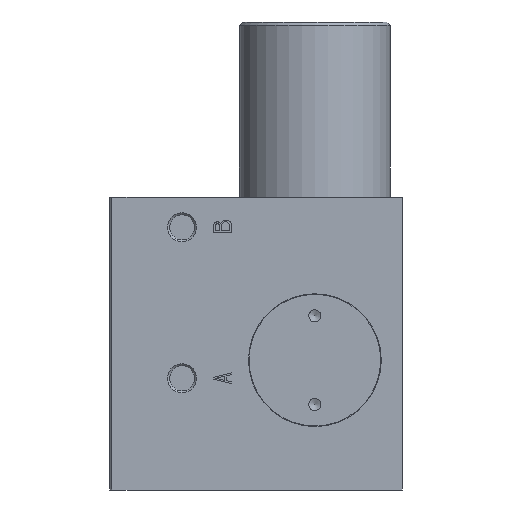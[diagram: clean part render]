
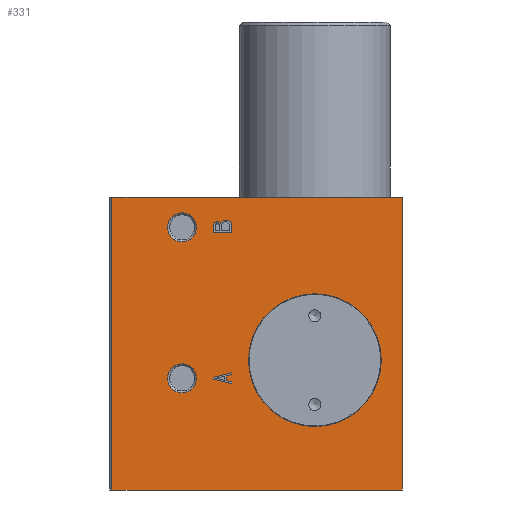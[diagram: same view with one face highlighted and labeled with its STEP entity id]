
A CAD part, left-side view. The second image highlights one B-rep face of the part: STEP entity #331.
In plain terms, the highlighted face is planar.
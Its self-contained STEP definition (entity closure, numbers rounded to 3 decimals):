
#331 = ADVANCED_FACE( '', ( #732, #733, #734, #735, #736, #737 ), #738, .F. );
#732 = FACE_BOUND( '', #1197, .T. );
#733 = FACE_OUTER_BOUND( '', #1198, .T. );
#734 = FACE_BOUND( '', #1199, .T. );
#735 = FACE_BOUND( '', #1200, .T. );
#736 = FACE_BOUND( '', #1201, .T. );
#737 = FACE_BOUND( '', #1202, .T. );
#738 = PLANE( '', #1203 );
#1197 = EDGE_LOOP( '', ( #1987, #1988, #1989, #1990, #1991, #1992, #1993, #1994 ) );
#1198 = EDGE_LOOP( '', ( #1995, #1996, #1997, #1998 ) );
#1199 = EDGE_LOOP( '', ( #1999 ) );
#1200 = EDGE_LOOP( '', ( #2000 ) );
#1201 = EDGE_LOOP( '', ( #2001 ) );
#1202 = EDGE_LOOP( '', ( #2002, #2003, #2004, #2005, #2006 ) );
#1203 = AXIS2_PLACEMENT_3D( '', #2007, #2008, #2009 );
#1987 = ORIENTED_EDGE( '', *, *, #2474, .T. );
#1988 = ORIENTED_EDGE( '', *, *, #2428, .T. );
#1989 = ORIENTED_EDGE( '', *, *, #2712, .T. );
#1990 = ORIENTED_EDGE( '', *, *, #2461, .T. );
#1991 = ORIENTED_EDGE( '', *, *, #2655, .T. );
#1992 = ORIENTED_EDGE( '', *, *, #2589, .T. );
#1993 = ORIENTED_EDGE( '', *, *, #2713, .T. );
#1994 = ORIENTED_EDGE( '', *, *, #2714, .T. );
#1995 = ORIENTED_EDGE( '', *, *, #2491, .T. );
#1996 = ORIENTED_EDGE( '', *, *, #2527, .F. );
#1997 = ORIENTED_EDGE( '', *, *, #2584, .F. );
#1998 = ORIENTED_EDGE( '', *, *, #2715, .T. );
#1999 = ORIENTED_EDGE( '', *, *, #2716, .F. );
#2000 = ORIENTED_EDGE( '', *, *, #2717, .F. );
#2001 = ORIENTED_EDGE( '', *, *, #2710, .T. );
#2002 = ORIENTED_EDGE( '', *, *, #2678, .T. );
#2003 = ORIENTED_EDGE( '', *, *, #2718, .T. );
#2004 = ORIENTED_EDGE( '', *, *, #2719, .T. );
#2005 = ORIENTED_EDGE( '', *, *, #2703, .T. );
#2006 = ORIENTED_EDGE( '', *, *, #2697, .T. );
#2007 = CARTESIAN_POINT( '', ( 24.25, 0., -46. ) );
#2008 = DIRECTION( '', ( 0., 0., 1. ) );
#2009 = DIRECTION( '', ( 1., 0., 0. ) );
#2428 = EDGE_CURVE( '', #2822, #2823, #2824, .T. );
#2461 = EDGE_CURVE( '', #2878, #2879, #2880, .T. );
#2474 = EDGE_CURVE( '', #2901, #2822, #2902, .T. );
#2491 = EDGE_CURVE( '', #2928, #2926, #2929, .T. );
#2527 = EDGE_CURVE( '', #2985, #2926, #2987, .T. );
#2584 = EDGE_CURVE( '', #3075, #2985, #3077, .T. );
#2589 = EDGE_CURVE( '', #3081, #3082, #3083, .T. );
#2655 = EDGE_CURVE( '', #2879, #3081, #3185, .T. );
#2678 = EDGE_CURVE( '', #3220, #3221, #3222, .T. );
#2697 = EDGE_CURVE( '', #3245, #3220, #3246, .T. );
#2703 = EDGE_CURVE( '', #3253, #3245, #3254, .T. );
#2710 = EDGE_CURVE( '', #3263, #3263, #3264, .T. );
#2712 = EDGE_CURVE( '', #2823, #2878, #3266, .T. );
#2713 = EDGE_CURVE( '', #3082, #3267, #3268, .T. );
#2714 = EDGE_CURVE( '', #3267, #2901, #3269, .T. );
#2715 = EDGE_CURVE( '', #3075, #2928, #3270, .T. );
#2716 = EDGE_CURVE( '', #3271, #3271, #3272, .F. );
#2717 = EDGE_CURVE( '', #3273, #3273, #3274, .F. );
#2718 = EDGE_CURVE( '', #3221, #3275, #3276, .T. );
#2719 = EDGE_CURVE( '', #3275, #3253, #3277, .T. );
#2822 = VERTEX_POINT( '', #3398 );
#2823 = VERTEX_POINT( '', #3399 );
#2824 = LINE( '', #3400, #3401 );
#2878 = VERTEX_POINT( '', #3474 );
#2879 = VERTEX_POINT( '', #3475 );
#2880 = LINE( '', #3476, #3477 );
#2901 = VERTEX_POINT( '', #3503 );
#2902 = LINE( '', #3504, #3505 );
#2926 = VERTEX_POINT( '', #3536 );
#2928 = VERTEX_POINT( '', #3539 );
#2929 = LINE( '', #3540, #3541 );
#2985 = VERTEX_POINT( '', #3621 );
#2987 = LINE( '', #3624, #3625 );
#3075 = VERTEX_POINT( '', #3744 );
#3077 = LINE( '', #3747, #3748 );
#3081 = VERTEX_POINT( '', #3753 );
#3082 = VERTEX_POINT( '', #3754 );
#3083 = LINE( '', #3755, #3756 );
#3185 = LINE( '', #3895, #3896 );
#3220 = VERTEX_POINT( '', #3946 );
#3221 = VERTEX_POINT( '', #3947 );
#3222 = CIRCLE( '', #3948, 0.652 );
#3245 = VERTEX_POINT( '', #4014 );
#3246 = LINE( '', #4015, #4016 );
#3253 = VERTEX_POINT( '', #4024 );
#3254 = LINE( '', #4025, #4026 );
#3263 = VERTEX_POINT( '', #4038 );
#3264 = CIRCLE( '', #4039, 11. );
#3266 = LINE( '', #4041, #4042 );
#3267 = VERTEX_POINT( '', #4043 );
#3268 = LINE( '', #4044, #4045 );
#3269 = LINE( '', #4046, #4047 );
#3270 = LINE( '', #4048, #4049 );
#3271 = VERTEX_POINT( '', #4050 );
#3272 = CIRCLE( '', #4051, 2.4 );
#3273 = VERTEX_POINT( '', #4052 );
#3274 = CIRCLE( '', #4053, 2.4 );
#3275 = VERTEX_POINT( '', #4054 );
#3276 = CIRCLE( '', #4055, 0.93 );
#3277 = LINE( '', #4056, #4057 );
#3398 = CARTESIAN_POINT( '', ( 4.85, 28.3, -46. ) );
#3399 = CARTESIAN_POINT( '', ( 5.15, 28.3, -46. ) );
#3400 = CARTESIAN_POINT( '', ( 4.85, 28.3, -46. ) );
#3401 = VECTOR( '', #4230, 1000. );
#3474 = CARTESIAN_POINT( '', ( 5.35, 29.2, -46. ) );
#3475 = CARTESIAN_POINT( '', ( 6.15, 29.2, -46. ) );
#3476 = CARTESIAN_POINT( '', ( 5.35, 29.2, -46. ) );
#3477 = VECTOR( '', #4262, 1000. );
#3503 = CARTESIAN_POINT( '', ( 5.6, 31.3, -46. ) );
#3504 = CARTESIAN_POINT( '', ( 5.6, 31.3, -46. ) );
#3505 = VECTOR( '', #4280, 1000. );
#3536 = CARTESIAN_POINT( '', ( -24.25, 48.1, -46. ) );
#3539 = CARTESIAN_POINT( '', ( -24.25, 0., -46. ) );
#3540 = CARTESIAN_POINT( '', ( -24.25, 0., -46. ) );
#3541 = VECTOR( '', #4298, 1000. );
#3621 = CARTESIAN_POINT( '', ( 24.25, 48.1, -46. ) );
#3624 = CARTESIAN_POINT( '', ( 24.25, 48.1, -46. ) );
#3625 = VECTOR( '', #4340, 1000. );
#3744 = CARTESIAN_POINT( '', ( 24.25, 0., -46. ) );
#3747 = CARTESIAN_POINT( '', ( 24.25, 0., -46. ) );
#3748 = VECTOR( '', #4400, 1000. );
#3753 = CARTESIAN_POINT( '', ( 6.35, 28.3, -46. ) );
#3754 = CARTESIAN_POINT( '', ( 6.65, 28.3, -46. ) );
#3755 = CARTESIAN_POINT( '', ( 6.35, 28.3, -46. ) );
#3756 = VECTOR( '', #4402, 1000. );
#3895 = CARTESIAN_POINT( '', ( 6.15, 29.2, -46. ) );
#3896 = VECTOR( '', #4482, 1000. );
#3946 = CARTESIAN_POINT( '', ( -19.55, 31.3, -46. ) );
#3947 = CARTESIAN_POINT( '', ( -19.85, 30.1, -46. ) );
#3948 = AXIS2_PLACEMENT_3D( '', #4508, #4509, #4510 );
#4014 = CARTESIAN_POINT( '', ( -18.35, 31.3, -46. ) );
#4015 = CARTESIAN_POINT( '', ( -18.35, 31.3, -46. ) );
#4016 = VECTOR( '', #4523, 1000. );
#4024 = CARTESIAN_POINT( '', ( -18.35, 28.3, -46. ) );
#4025 = CARTESIAN_POINT( '', ( -18.35, 28.3, -46. ) );
#4026 = VECTOR( '', #4528, 1000. );
#4038 = CARTESIAN_POINT( '', ( 13.75, 14.5, -46. ) );
#4039 = AXIS2_PLACEMENT_3D( '', #4535, #4536, #4537 );
#4041 = CARTESIAN_POINT( '', ( 5.15, 28.3, -46. ) );
#4042 = VECTOR( '', #4538, 1000. );
#4043 = CARTESIAN_POINT( '', ( 5.9, 31.3, -46. ) );
#4044 = CARTESIAN_POINT( '', ( 6.65, 28.3, -46. ) );
#4045 = VECTOR( '', #4539, 1000. );
#4046 = CARTESIAN_POINT( '', ( 5.9, 31.3, -46. ) );
#4047 = VECTOR( '', #4540, 1000. );
#4048 = CARTESIAN_POINT( '', ( 24.25, 0., -46. ) );
#4049 = VECTOR( '', #4541, 1000. );
#4050 = CARTESIAN_POINT( '', ( 8.15, 36.5, -46. ) );
#4051 = AXIS2_PLACEMENT_3D( '', #4542, #4543, #4544 );
#4052 = CARTESIAN_POINT( '', ( -16.85, 36.5, -46. ) );
#4053 = AXIS2_PLACEMENT_3D( '', #4545, #4546, #4547 );
#4054 = CARTESIAN_POINT( '', ( -19.55, 28.3, -46. ) );
#4055 = AXIS2_PLACEMENT_3D( '', #4548, #4549, #4550 );
#4056 = CARTESIAN_POINT( '', ( -19.55, 28.3, -46. ) );
#4057 = VECTOR( '', #4551, 1000. );
#4230 = DIRECTION( '', ( 1., 0., 0. ) );
#4262 = DIRECTION( '', ( 1., 0., 0. ) );
#4280 = DIRECTION( '', ( -0.243, -0.97, 0. ) );
#4298 = DIRECTION( '', ( 0., 1., 0. ) );
#4340 = DIRECTION( '', ( -1., 0., 0. ) );
#4400 = DIRECTION( '', ( 0., 1., 0. ) );
#4402 = DIRECTION( '', ( 1., 0., 0. ) );
#4482 = DIRECTION( '', ( 0.217, -0.976, 0. ) );
#4508 = CARTESIAN_POINT( '', ( -19.5, 30.65, -46. ) );
#4509 = DIRECTION( '', ( 0., 0., 1. ) );
#4510 = DIRECTION( '', ( 1., 0., 0. ) );
#4523 = DIRECTION( '', ( -1., 0., 0. ) );
#4528 = DIRECTION( '', ( 0., 1., 0. ) );
#4535 = CARTESIAN_POINT( '', ( 2.75, 14.5, -46. ) );
#4536 = DIRECTION( '', ( 0., 0., 1. ) );
#4537 = DIRECTION( '', ( 1., 0., 0. ) );
#4538 = DIRECTION( '', ( 0.217, 0.976, 0. ) );
#4539 = DIRECTION( '', ( -0.243, 0.97, 0. ) );
#4540 = DIRECTION( '', ( -1., 0., 0. ) );
#4541 = DIRECTION( '', ( -1., 0., 0. ) );
#4542 = CARTESIAN_POINT( '', ( 5.75, 36.5, -46. ) );
#4543 = DIRECTION( '', ( 0., 0., 1. ) );
#4544 = DIRECTION( '', ( 1., 0., 0. ) );
#4545 = CARTESIAN_POINT( '', ( -19.25, 36.5, -46. ) );
#4546 = DIRECTION( '', ( 0., 0., 1. ) );
#4547 = DIRECTION( '', ( 1., 0., 0. ) );
#4548 = CARTESIAN_POINT( '', ( -19.52, 29.23, -46. ) );
#4549 = DIRECTION( '', ( 0., 0., 1. ) );
#4550 = DIRECTION( '', ( 1., 0., 0. ) );
#4551 = DIRECTION( '', ( 1., 0., 0. ) );
